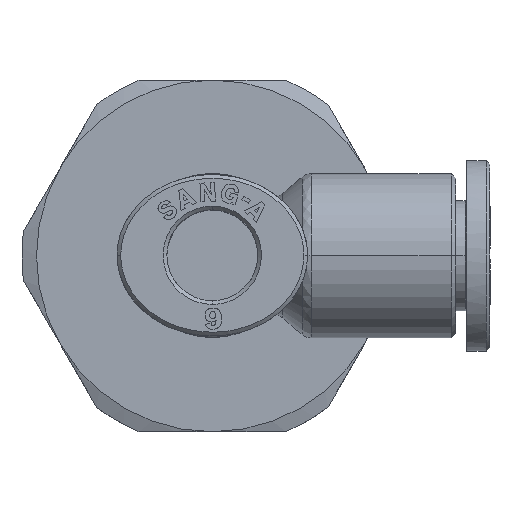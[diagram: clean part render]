
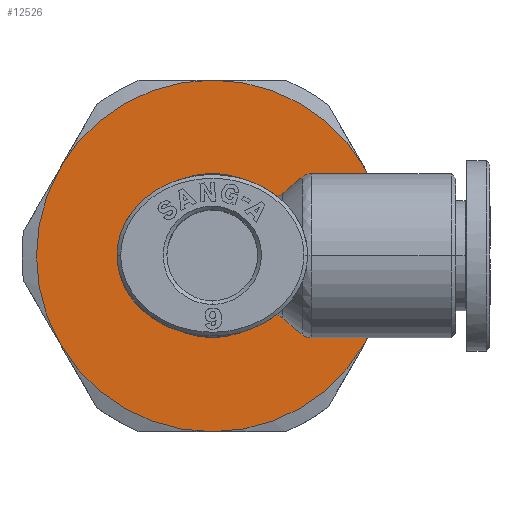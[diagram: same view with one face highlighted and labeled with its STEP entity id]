
A CAD part, top view. The second image highlights one B-rep face of the part: STEP entity #12526.
In plain terms, the highlighted planar face has unit normal (0, 0, 1).
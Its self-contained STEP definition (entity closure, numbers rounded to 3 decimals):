
#176 = DIRECTION ( 'NONE',  ( 0., 0., -1. ) ) ;
#267 = CIRCLE ( 'NONE', #4122, 12. ) ;
#594 = CARTESIAN_POINT ( 'NONE',  ( -5.5, 12., -5.9 ) ) ;
#602 = AXIS2_PLACEMENT_3D ( 'NONE', #7874, #176, #6501 ) ;
#681 = PLANE ( 'NONE',  #13690 ) ;
#1043 = AXIS2_PLACEMENT_3D ( 'NONE', #17982, #15063, #18195 ) ;
#1132 = DIRECTION ( 'NONE',  ( 0., 0., -1. ) ) ;
#1266 = ORIENTED_EDGE ( 'NONE', *, *, #2624, .F. ) ;
#1372 = DIRECTION ( 'NONE',  ( 0., 0., 1. ) ) ;
#1432 = EDGE_CURVE ( 'NONE', #5272, #13109, #6062, .T. ) ;
#1453 = ORIENTED_EDGE ( 'NONE', *, *, #18955, .F. ) ;
#1492 = EDGE_LOOP ( 'NONE', ( #17941, #5032, #18077, #1266, #1453, #16509 ) ) ;
#1759 = DIRECTION ( 'NONE',  ( 0., 0., -1. ) ) ;
#2148 = DIRECTION ( 'NONE',  ( -1., 0., 0. ) ) ;
#2287 = VERTEX_POINT ( 'NONE', #16482 ) ;
#2624 = EDGE_CURVE ( 'NONE', #6727, #19266, #3379, .T. ) ;
#2643 = DIRECTION ( 'NONE',  ( 0., 1., 0. ) ) ;
#2696 = EDGE_LOOP ( 'NONE', ( #13105, #14599 ) ) ;
#2793 = DIRECTION ( 'NONE',  ( 0., 1., 0. ) ) ;
#2805 = EDGE_CURVE ( 'NONE', #19266, #11927, #267, .T. ) ;
#3369 = EDGE_CURVE ( 'NONE', #11927, #6816, #4540, .T. ) ;
#3379 = CIRCLE ( 'NONE', #1043, 12. ) ;
#3634 = DIRECTION ( 'NONE',  ( 0., 0., -1. ) ) ;
#3792 = CARTESIAN_POINT ( 'NONE',  ( 4.892, -6., -5.9 ) ) ;
#4064 = CARTESIAN_POINT ( 'NONE',  ( -5.5, 4.501, -5.9 ) ) ;
#4122 = AXIS2_PLACEMENT_3D ( 'NONE', #17012, #1759, #13953 ) ;
#4214 = VERTEX_POINT ( 'NONE', #4064 ) ;
#4540 = CIRCLE ( 'NONE', #15526, 12. ) ;
#4638 = AXIS2_PLACEMENT_3D ( 'NONE', #11982, #5944, #9120 ) ;
#4685 = FACE_BOUND ( 'NONE', #2696, .T. ) ;
#5032 = ORIENTED_EDGE ( 'NONE', *, *, #3369, .F. ) ;
#5272 = VERTEX_POINT ( 'NONE', #11459 ) ;
#5944 = DIRECTION ( 'NONE',  ( 0., 0., -1. ) ) ;
#6062 = CIRCLE ( 'NONE', #4638, 12. ) ;
#6501 = DIRECTION ( 'NONE',  ( 0., 1., 0. ) ) ;
#6727 = VERTEX_POINT ( 'NONE', #16588 ) ;
#6816 = VERTEX_POINT ( 'NONE', #10800 ) ;
#7411 = CARTESIAN_POINT ( 'NONE',  ( -5.5, 0., -5.9 ) ) ;
#7643 = DIRECTION ( 'NONE',  ( 0., 1., 0. ) ) ;
#7874 = CARTESIAN_POINT ( 'NONE',  ( -5.5, 0., -5.9 ) ) ;
#8435 = CIRCLE ( 'NONE', #16324, 12. ) ;
#8762 = CARTESIAN_POINT ( 'NONE',  ( -5.5, 0., -5.9 ) ) ;
#8970 = CARTESIAN_POINT ( 'NONE',  ( -5.5, 0., -5.9 ) ) ;
#9002 = EDGE_CURVE ( 'NONE', #6816, #5272, #18661, .T. ) ;
#9120 = DIRECTION ( 'NONE',  ( 0., 1., 0. ) ) ;
#9274 = AXIS2_PLACEMENT_3D ( 'NONE', #8970, #10395, #7643 ) ;
#9350 = DIRECTION ( 'NONE',  ( 0., 1., 0. ) ) ;
#10395 = DIRECTION ( 'NONE',  ( 0., 0., 1. ) ) ;
#10800 = CARTESIAN_POINT ( 'NONE',  ( -15.892, -6., -5.9 ) ) ;
#11459 = CARTESIAN_POINT ( 'NONE',  ( -15.892, 6., -5.9 ) ) ;
#11845 = FACE_OUTER_BOUND ( 'NONE', #1492, .T. ) ;
#11927 = VERTEX_POINT ( 'NONE', #16385 ) ;
#11982 = CARTESIAN_POINT ( 'NONE',  ( -5.5, 0., -5.9 ) ) ;
#12526 = ADVANCED_FACE ( 'NONE', ( #4685, #11845 ), #681, .F. ) ;
#12744 = EDGE_CURVE ( 'NONE', #2287, #4214, #14263, .T. ) ;
#12891 = CARTESIAN_POINT ( 'NONE',  ( -5.5, 0., -5.9 ) ) ;
#13105 = ORIENTED_EDGE ( 'NONE', *, *, #17571, .F. ) ;
#13109 = VERTEX_POINT ( 'NONE', #594 ) ;
#13690 = AXIS2_PLACEMENT_3D ( 'NONE', #12891, #3634, #2148 ) ;
#13953 = DIRECTION ( 'NONE',  ( 0., 1., 0. ) ) ;
#14263 = CIRCLE ( 'NONE', #9274, 4.501 ) ;
#14419 = CIRCLE ( 'NONE', #16291, 4.501 ) ;
#14599 = ORIENTED_EDGE ( 'NONE', *, *, #12744, .F. ) ;
#15063 = DIRECTION ( 'NONE',  ( 0., 0., -1. ) ) ;
#15367 = CARTESIAN_POINT ( 'NONE',  ( -5.5, 0., -5.9 ) ) ;
#15526 = AXIS2_PLACEMENT_3D ( 'NONE', #15367, #18413, #9350 ) ;
#16291 = AXIS2_PLACEMENT_3D ( 'NONE', #7411, #1372, #2643 ) ;
#16324 = AXIS2_PLACEMENT_3D ( 'NONE', #8762, #1132, #2793 ) ;
#16385 = CARTESIAN_POINT ( 'NONE',  ( -5.5, -12., -5.9 ) ) ;
#16482 = CARTESIAN_POINT ( 'NONE',  ( -5.5, -4.501, -5.9 ) ) ;
#16509 = ORIENTED_EDGE ( 'NONE', *, *, #1432, .F. ) ;
#16588 = CARTESIAN_POINT ( 'NONE',  ( 4.892, 6., -5.9 ) ) ;
#17012 = CARTESIAN_POINT ( 'NONE',  ( -5.5, 0., -5.9 ) ) ;
#17571 = EDGE_CURVE ( 'NONE', #4214, #2287, #14419, .T. ) ;
#17941 = ORIENTED_EDGE ( 'NONE', *, *, #9002, .F. ) ;
#17982 = CARTESIAN_POINT ( 'NONE',  ( -5.5, 0., -5.9 ) ) ;
#18077 = ORIENTED_EDGE ( 'NONE', *, *, #2805, .F. ) ;
#18195 = DIRECTION ( 'NONE',  ( 0., 1., 0. ) ) ;
#18413 = DIRECTION ( 'NONE',  ( 0., 0., -1. ) ) ;
#18661 = CIRCLE ( 'NONE', #602, 12. ) ;
#18955 = EDGE_CURVE ( 'NONE', #13109, #6727, #8435, .T. ) ;
#19266 = VERTEX_POINT ( 'NONE', #3792 ) ;
